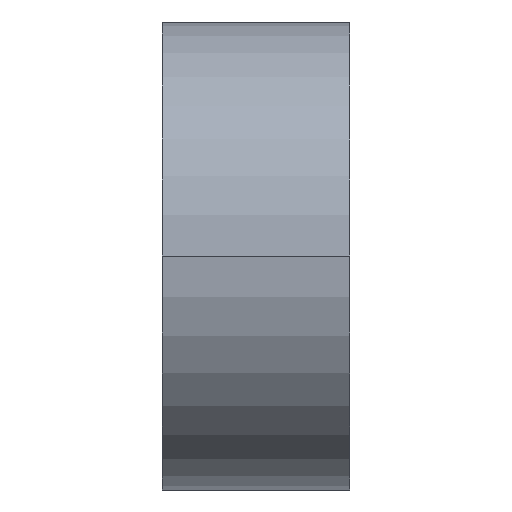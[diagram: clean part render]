
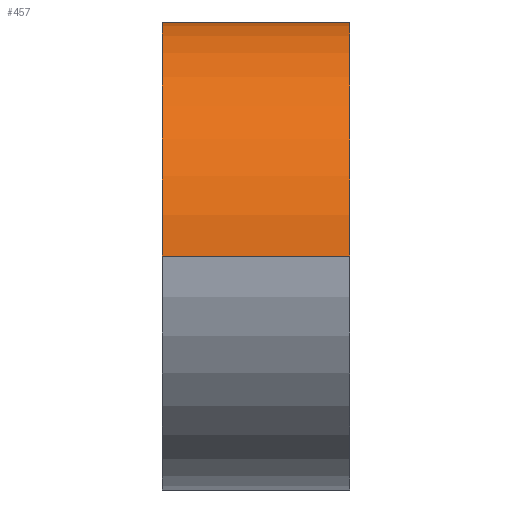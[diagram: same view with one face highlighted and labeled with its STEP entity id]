
A CAD part, left-side view. The second image highlights one B-rep face of the part: STEP entity #457.
In plain terms, the highlighted cylindrical face has radius 7.5 mm (diameter 15 mm), a partial arc.
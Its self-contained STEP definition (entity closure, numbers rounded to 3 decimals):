
#5 = CARTESIAN_POINT ( 'NONE',  ( 0., 6., -7.5 ) ) ;
#24 = VERTEX_POINT ( 'NONE', #168 ) ;
#27 = CARTESIAN_POINT ( 'NONE',  ( 7.5, 0., 0. ) ) ;
#39 = VECTOR ( 'NONE', #247, 1000. ) ;
#55 = CARTESIAN_POINT ( 'NONE',  ( 7.5, 6., 0. ) ) ;
#94 = VECTOR ( 'NONE', #392, 1000. ) ;
#97 = EDGE_CURVE ( 'NONE', #24, #197, #245, .T. ) ;
#100 = DIRECTION ( 'NONE',  ( 0., 0., -1. ) ) ;
#108 = CARTESIAN_POINT ( 'NONE',  ( 7.5, 0., -7.5 ) ) ;
#113 = VERTEX_POINT ( 'NONE', #27 ) ;
#131 = EDGE_CURVE ( 'NONE', #405, #113, #240, .T. ) ;
#139 = CIRCLE ( 'NONE', #235, 7.5 ) ;
#168 = CARTESIAN_POINT ( 'NONE',  ( 0., 0., -7.5 ) ) ;
#182 = DIRECTION ( 'NONE',  ( 0., 1., 0. ) ) ;
#188 = EDGE_LOOP ( 'NONE', ( #291, #344, #361, #227 ) ) ;
#197 = VERTEX_POINT ( 'NONE', #257 ) ;
#227 = ORIENTED_EDGE ( 'NONE', *, *, #262, .F. ) ;
#235 = AXIS2_PLACEMENT_3D ( 'NONE', #249, #182, #100 ) ;
#240 = LINE ( 'NONE', #313, #94 ) ;
#242 = CARTESIAN_POINT ( 'NONE',  ( 7.5, 6., -7.5 ) ) ;
#245 = LINE ( 'NONE', #5, #39 ) ;
#247 = DIRECTION ( 'NONE',  ( 0., 1., 0. ) ) ;
#249 = CARTESIAN_POINT ( 'NONE',  ( 7.5, 6., -7.5 ) ) ;
#257 = CARTESIAN_POINT ( 'NONE',  ( 0., 6., -7.5 ) ) ;
#262 = EDGE_CURVE ( 'NONE', #113, #24, #391, .T. ) ;
#272 = FACE_OUTER_BOUND ( 'NONE', #188, .T. ) ;
#291 = ORIENTED_EDGE ( 'NONE', *, *, #131, .F. ) ;
#301 = EDGE_CURVE ( 'NONE', #197, #405, #139, .T. ) ;
#312 = CYLINDRICAL_SURFACE ( 'NONE', #413, 7.5 ) ;
#313 = CARTESIAN_POINT ( 'NONE',  ( 7.5, 6., 0. ) ) ;
#344 = ORIENTED_EDGE ( 'NONE', *, *, #301, .F. ) ;
#361 = ORIENTED_EDGE ( 'NONE', *, *, #97, .F. ) ;
#391 = CIRCLE ( 'NONE', #399, 7.5 ) ;
#392 = DIRECTION ( 'NONE',  ( 0., -1., 0. ) ) ;
#399 = AXIS2_PLACEMENT_3D ( 'NONE', #108, #443, #440 ) ;
#405 = VERTEX_POINT ( 'NONE', #55 ) ;
#413 = AXIS2_PLACEMENT_3D ( 'NONE', #242, #425, #431 ) ;
#425 = DIRECTION ( 'NONE',  ( 0., -1., 0. ) ) ;
#431 = DIRECTION ( 'NONE',  ( 0., 0., -1. ) ) ;
#440 = DIRECTION ( 'NONE',  ( 0., 0., -1. ) ) ;
#443 = DIRECTION ( 'NONE',  ( 0., -1., 0. ) ) ;
#457 = ADVANCED_FACE ( 'NONE', ( #272 ), #312, .T. ) ;
